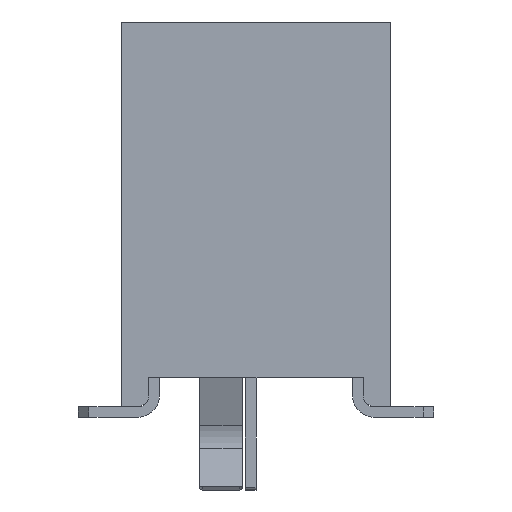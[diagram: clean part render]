
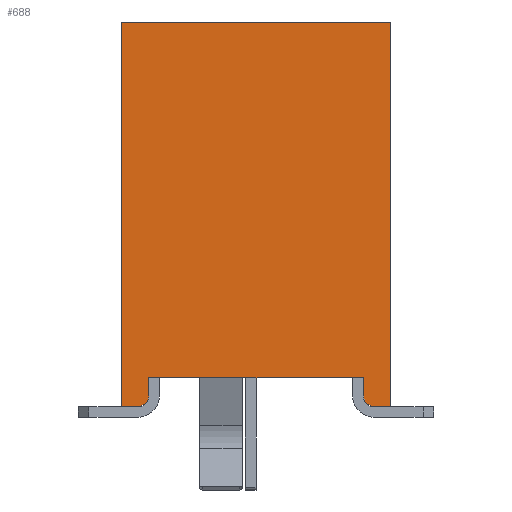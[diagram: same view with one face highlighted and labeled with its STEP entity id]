
A CAD part, left-side view. The second image highlights one B-rep face of the part: STEP entity #688.
In plain terms, the highlighted planar face has unit normal (-1, 0, 0).
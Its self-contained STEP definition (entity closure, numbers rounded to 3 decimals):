
#688 = ADVANCED_FACE( '', ( #1923 ), #1924, .T. );
#1923 = FACE_OUTER_BOUND( '', #3782, .T. );
#1924 = PLANE( '', #3783 );
#3782 = EDGE_LOOP( '', ( #6022, #6023, #6024, #6025, #6026, #6027, #6028, #6029, #6030, #6031 ) );
#3783 = AXIS2_PLACEMENT_3D( '', #6032, #6033, #6034 );
#6022 = ORIENTED_EDGE( '', *, *, #11087, .F. );
#6023 = ORIENTED_EDGE( '', *, *, #11088, .T. );
#6024 = ORIENTED_EDGE( '', *, *, #10965, .T. );
#6025 = ORIENTED_EDGE( '', *, *, #11089, .T. );
#6026 = ORIENTED_EDGE( '', *, *, #11090, .T. );
#6027 = ORIENTED_EDGE( '', *, *, #11091, .T. );
#6028 = ORIENTED_EDGE( '', *, *, #11092, .F. );
#6029 = ORIENTED_EDGE( '', *, *, #11093, .T. );
#6030 = ORIENTED_EDGE( '', *, *, #11094, .T. );
#6031 = ORIENTED_EDGE( '', *, *, #11095, .F. );
#6032 = CARTESIAN_POINT( '', ( -25.65, -2.54, -3.62 ) );
#6033 = DIRECTION( '', ( -1., 0., 0. ) );
#6034 = DIRECTION( '', ( 0., 0., 1. ) );
#10965 = EDGE_CURVE( '', #13184, #13185, #13186, .T. );
#11087 = EDGE_CURVE( '', #13404, #13405, #13406, .T. );
#11088 = EDGE_CURVE( '', #13404, #13184, #13407, .T. );
#11089 = EDGE_CURVE( '', #13185, #13408, #13409, .T. );
#11090 = EDGE_CURVE( '', #13408, #13410, #13411, .T. );
#11091 = EDGE_CURVE( '', #13410, #13412, #13413, .T. );
#11092 = EDGE_CURVE( '', #13414, #13412, #13415, .T. );
#11093 = EDGE_CURVE( '', #13414, #13416, #13417, .T. );
#11094 = EDGE_CURVE( '', #13416, #13418, #13419, .T. );
#11095 = EDGE_CURVE( '', #13405, #13418, #13420, .T. );
#13184 = VERTEX_POINT( '', #16341 );
#13185 = VERTEX_POINT( '', #16342 );
#13186 = LINE( '', #16343, #16344 );
#13404 = VERTEX_POINT( '', #16678 );
#13405 = VERTEX_POINT( '', #16679 );
#13406 = LINE( '', #16680, #16681 );
#13407 = CIRCLE( '', #16682, 0.2 );
#13408 = VERTEX_POINT( '', #16683 );
#13409 = LINE( '', #16684, #16685 );
#13410 = VERTEX_POINT( '', #16686 );
#13411 = LINE( '', #16687, #16688 );
#13412 = VERTEX_POINT( '', #16689 );
#13413 = CIRCLE( '', #16690, 0.2 );
#13414 = VERTEX_POINT( '', #16691 );
#13415 = LINE( '', #16692, #16693 );
#13416 = VERTEX_POINT( '', #16694 );
#13417 = LINE( '', #16695, #16696 );
#13418 = VERTEX_POINT( '', #16697 );
#13419 = LINE( '', #16698, #16699 );
#13420 = LINE( '', #16700, #16701 );
#16341 = CARTESIAN_POINT( '', ( -25.65, 2.02, -3.42 ) );
#16342 = CARTESIAN_POINT( '', ( -25.65, 2.02, -3.08 ) );
#16343 = CARTESIAN_POINT( '', ( -25.65, 2.02, -3.62 ) );
#16344 = VECTOR( '', #20465, 1000. );
#16678 = CARTESIAN_POINT( '', ( -25.65, 2.22, -3.62 ) );
#16679 = CARTESIAN_POINT( '', ( -25.65, 2.54, -3.62 ) );
#16680 = CARTESIAN_POINT( '', ( -25.65, -2.54, -3.62 ) );
#16681 = VECTOR( '', #20576, 1000. );
#16682 = AXIS2_PLACEMENT_3D( '', #20577, #20578, #20579 );
#16683 = CARTESIAN_POINT( '', ( -25.65, -2.02, -3.08 ) );
#16684 = CARTESIAN_POINT( '', ( -25.65, -2.54, -3.08 ) );
#16685 = VECTOR( '', #20580, 1000. );
#16686 = CARTESIAN_POINT( '', ( -25.65, -2.02, -3.42 ) );
#16687 = CARTESIAN_POINT( '', ( -25.65, -2.02, -3.62 ) );
#16688 = VECTOR( '', #20581, 1000. );
#16689 = CARTESIAN_POINT( '', ( -25.65, -2.22, -3.62 ) );
#16690 = AXIS2_PLACEMENT_3D( '', #20582, #20583, #20584 );
#16691 = CARTESIAN_POINT( '', ( -25.65, -2.54, -3.62 ) );
#16692 = CARTESIAN_POINT( '', ( -25.65, -2.54, -3.62 ) );
#16693 = VECTOR( '', #20585, 1000. );
#16694 = CARTESIAN_POINT( '', ( -25.65, -2.54, 3.62 ) );
#16695 = CARTESIAN_POINT( '', ( -25.65, -2.54, -3.62 ) );
#16696 = VECTOR( '', #20586, 1000. );
#16697 = CARTESIAN_POINT( '', ( -25.65, 2.54, 3.62 ) );
#16698 = CARTESIAN_POINT( '', ( -25.65, -2.54, 3.62 ) );
#16699 = VECTOR( '', #20587, 1000. );
#16700 = CARTESIAN_POINT( '', ( -25.65, 2.54, -3.62 ) );
#16701 = VECTOR( '', #20588, 1000. );
#20465 = DIRECTION( '', ( 0., 0., 1. ) );
#20576 = DIRECTION( '', ( 0., 1., 0. ) );
#20577 = CARTESIAN_POINT( '', ( -25.65, 2.22, -3.42 ) );
#20578 = DIRECTION( '', ( -1., 0., 0. ) );
#20579 = DIRECTION( '', ( 0., 0., 1. ) );
#20580 = DIRECTION( '', ( 0., -1., 0. ) );
#20581 = DIRECTION( '', ( 0., 0., -1. ) );
#20582 = CARTESIAN_POINT( '', ( -25.65, -2.22, -3.42 ) );
#20583 = DIRECTION( '', ( -1., 0., 0. ) );
#20584 = DIRECTION( '', ( 0., 0., 1. ) );
#20585 = DIRECTION( '', ( 0., 1., 0. ) );
#20586 = DIRECTION( '', ( 0., 0., 1. ) );
#20587 = DIRECTION( '', ( 0., 1., 0. ) );
#20588 = DIRECTION( '', ( 0., 0., 1. ) );
